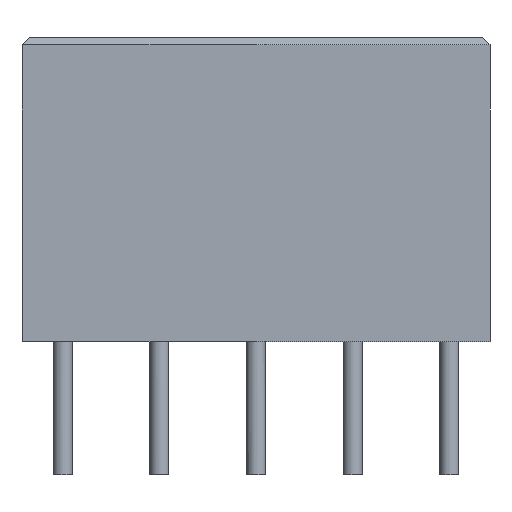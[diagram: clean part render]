
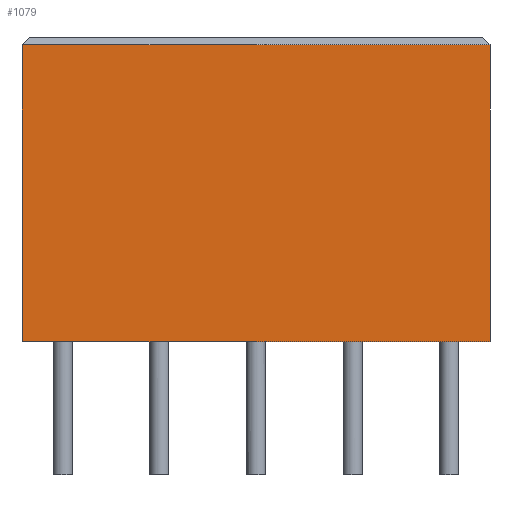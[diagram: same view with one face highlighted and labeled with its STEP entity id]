
A CAD part, front view. The second image highlights one B-rep face of the part: STEP entity #1079.
In plain terms, the highlighted planar face has unit normal (0, -1, 0).
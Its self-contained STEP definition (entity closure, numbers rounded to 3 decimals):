
#1079=ADVANCED_FACE('',(#1189),#3067,.T.);
#1189=FACE_OUTER_BOUND('',#1299,.T.);
#1299=EDGE_LOOP('',(#1531,#1532,#1533,#1534));
#1531=ORIENTED_EDGE('',*,*,#1955,.T.);
#1532=ORIENTED_EDGE('',*,*,#1956,.T.);
#1533=ORIENTED_EDGE('',*,*,#1957,.T.);
#1534=ORIENTED_EDGE('',*,*,#1958,.T.);
#1955=EDGE_CURVE('',#2803,#2804,#2389,.T.);
#1956=EDGE_CURVE('',#2804,#2805,#2390,.T.);
#1957=EDGE_CURVE('',#2805,#2806,#2391,.T.);
#1958=EDGE_CURVE('',#2806,#2803,#2392,.T.);
#2389=B_SPLINE_CURVE_WITH_KNOTS('',1,(#4430,#4431),.UNSPECIFIED.,.F.,.F.,
(2,2),(0.,7.8),.UNSPECIFIED.);
#2390=B_SPLINE_CURVE_WITH_KNOTS('',1,(#4432,#4433),.UNSPECIFIED.,.F.,.F.,
(2,2),(0.,12.3),.UNSPECIFIED.);
#2391=B_SPLINE_CURVE_WITH_KNOTS('',1,(#4434,#4435),.UNSPECIFIED.,.F.,.F.,
(2,2),(-7.8,0.),.UNSPECIFIED.);
#2392=B_SPLINE_CURVE_WITH_KNOTS('',1,(#4436,#4437),.UNSPECIFIED.,.F.,.F.,
(2,2),(0.,12.3),.UNSPECIFIED.);
#2803=VERTEX_POINT('',#4426);
#2804=VERTEX_POINT('',#4427);
#2805=VERTEX_POINT('',#4428);
#2806=VERTEX_POINT('',#4429);
#3067=PLANE('',#3157);
#3157=AXIS2_PLACEMENT_3D('',#4425,#3230,$);
#3230=DIRECTION('',(0.,-1.,0.));
#4425=CARTESIAN_POINT('',(-7.381,-9.5,0.581));
#4426=CARTESIAN_POINT('',(6.15,-9.5,-8.));
#4427=CARTESIAN_POINT('',(6.15,-9.5,-0.2));
#4428=CARTESIAN_POINT('',(-6.15,-9.5,-0.2));
#4429=CARTESIAN_POINT('',(-6.15,-9.5,-8.));
#4430=CARTESIAN_POINT('',(6.15,-9.5,-8.));
#4431=CARTESIAN_POINT('',(6.15,-9.5,-0.2));
#4432=CARTESIAN_POINT('',(6.15,-9.5,-0.2));
#4433=CARTESIAN_POINT('',(-6.15,-9.5,-0.2));
#4434=CARTESIAN_POINT('',(-6.15,-9.5,-0.2));
#4435=CARTESIAN_POINT('',(-6.15,-9.5,-8.));
#4436=CARTESIAN_POINT('',(-6.15,-9.5,-8.));
#4437=CARTESIAN_POINT('',(6.15,-9.5,-8.));
